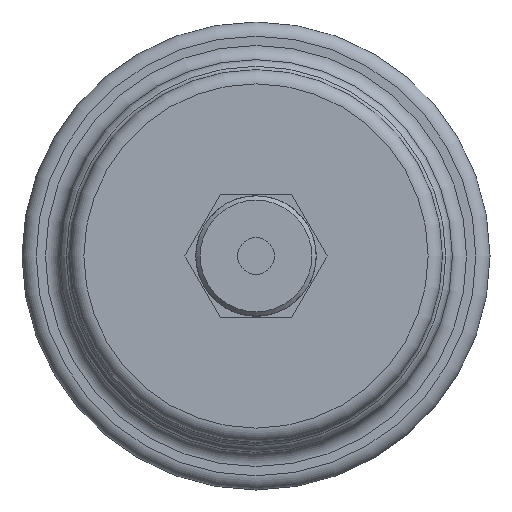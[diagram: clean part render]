
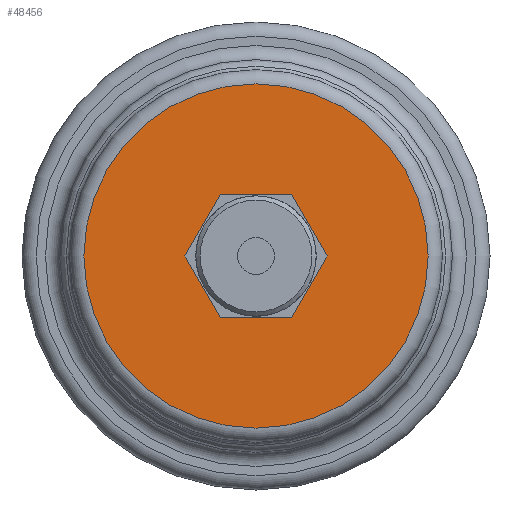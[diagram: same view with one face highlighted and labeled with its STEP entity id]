
A CAD part, front view. The second image highlights one B-rep face of the part: STEP entity #48456.
In plain terms, the highlighted planar face has unit normal (0, -1, 0).
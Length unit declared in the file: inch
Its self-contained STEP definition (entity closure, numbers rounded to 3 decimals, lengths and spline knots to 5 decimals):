
#385 = AXIS2_PLACEMENT_3D ( 'NONE', #30685, #46708, #10458 ) ;
#411 = VECTOR ( 'NONE', #35063, 39.37008 ) ;
#2636 = ORIENTED_EDGE ( 'NONE', *, *, #40006, .F. ) ;
#2732 = AXIS2_PLACEMENT_3D ( 'NONE', #35147, #11721, #35658 ) ;
#3753 = EDGE_CURVE ( 'NONE', #35619, #35619, #6283, .T. ) ;
#3972 = CARTESIAN_POINT ( 'NONE',  ( 0.25014, 0., 0.43325 ) ) ;
#6283 = CIRCLE ( 'NONE', #385, 1.21 ) ;
#6785 = FACE_BOUND ( 'NONE', #35586, .T. ) ;
#7038 = PLANE ( 'NONE',  #2732 ) ;
#7325 = VECTOR ( 'NONE', #46817, 39.37008 ) ;
#8118 = LINE ( 'NONE', #26866, #7325 ) ;
#8756 = EDGE_LOOP ( 'NONE', ( #40517 ) ) ;
#10458 = DIRECTION ( 'NONE',  ( 0., 0., -1. ) ) ;
#11229 = ORIENTED_EDGE ( 'NONE', *, *, #18295, .F. ) ;
#11416 = LINE ( 'NONE', #43441, #51795 ) ;
#11721 = DIRECTION ( 'NONE',  ( 0., -1., 0. ) ) ;
#11886 = EDGE_CURVE ( 'NONE', #30569, #51144, #16371, .T. ) ;
#14526 = VERTEX_POINT ( 'NONE', #3972 ) ;
#14581 = CARTESIAN_POINT ( 'NONE',  ( 0.50027, 0., 0. ) ) ;
#14717 = DIRECTION ( 'NONE',  ( -0.5, 0., -0.866 ) ) ;
#15714 = LINE ( 'NONE', #39139, #21831 ) ;
#16371 = LINE ( 'NONE', #31903, #24452 ) ;
#16896 = ORIENTED_EDGE ( 'NONE', *, *, #39791, .F. ) ;
#17138 = VERTEX_POINT ( 'NONE', #37696 ) ;
#18295 = EDGE_CURVE ( 'NONE', #14526, #39128, #51757, .T. ) ;
#20364 = CARTESIAN_POINT ( 'NONE',  ( 0., 0., -1.21 ) ) ;
#21831 = VECTOR ( 'NONE', #14717, 39.37008 ) ;
#23192 = DIRECTION ( 'NONE',  ( -1., 0., 0. ) ) ;
#23271 = LINE ( 'NONE', #14581, #411 ) ;
#23290 = DIRECTION ( 'NONE',  ( 1., 0., 0. ) ) ;
#24452 = VECTOR ( 'NONE', #47914, 39.37008 ) ;
#26866 = CARTESIAN_POINT ( 'NONE',  ( -0.50027, 0., 0. ) ) ;
#27527 = VECTOR ( 'NONE', #23192, 39.37008 ) ;
#27705 = CARTESIAN_POINT ( 'NONE',  ( 0.50027, 0., 0. ) ) ;
#27751 = CARTESIAN_POINT ( 'NONE',  ( -0.25014, 0., -0.43325 ) ) ;
#30227 = CARTESIAN_POINT ( 'NONE',  ( -0.25014, 0., 0.43325 ) ) ;
#30569 = VERTEX_POINT ( 'NONE', #38867 ) ;
#30685 = CARTESIAN_POINT ( 'NONE',  ( 0., 0., 0. ) ) ;
#31779 = CARTESIAN_POINT ( 'NONE',  ( 0.25014, 0., 0.43325 ) ) ;
#31903 = CARTESIAN_POINT ( 'NONE',  ( 0.25014, 0., -0.43325 ) ) ;
#34905 = FACE_OUTER_BOUND ( 'NONE', #8756, .T. ) ;
#34983 = EDGE_CURVE ( 'NONE', #51144, #14526, #23271, .T. ) ;
#35063 = DIRECTION ( 'NONE',  ( -0.5, 0., 0.866 ) ) ;
#35147 = CARTESIAN_POINT ( 'NONE',  ( 1.31, 0., 0. ) ) ;
#35586 = EDGE_LOOP ( 'NONE', ( #2636, #37961, #11229, #45451, #40717, #16896 ) ) ;
#35619 = VERTEX_POINT ( 'NONE', #20364 ) ;
#35658 = DIRECTION ( 'NONE',  ( 0., 0., -1. ) ) ;
#37696 = CARTESIAN_POINT ( 'NONE',  ( -0.50027, 0., 0. ) ) ;
#37961 = ORIENTED_EDGE ( 'NONE', *, *, #38456, .F. ) ;
#38456 = EDGE_CURVE ( 'NONE', #39128, #17138, #15714, .T. ) ;
#38867 = CARTESIAN_POINT ( 'NONE',  ( 0.25014, 0., -0.43325 ) ) ;
#39128 = VERTEX_POINT ( 'NONE', #30227 ) ;
#39139 = CARTESIAN_POINT ( 'NONE',  ( -0.25014, 0., 0.43325 ) ) ;
#39791 = EDGE_CURVE ( 'NONE', #50065, #30569, #11416, .T. ) ;
#40006 = EDGE_CURVE ( 'NONE', #17138, #50065, #8118, .T. ) ;
#40517 = ORIENTED_EDGE ( 'NONE', *, *, #3753, .T. ) ;
#40717 = ORIENTED_EDGE ( 'NONE', *, *, #11886, .F. ) ;
#43441 = CARTESIAN_POINT ( 'NONE',  ( -0.25014, 0., -0.43325 ) ) ;
#45451 = ORIENTED_EDGE ( 'NONE', *, *, #34983, .F. ) ;
#46708 = DIRECTION ( 'NONE',  ( 0., -1., 0. ) ) ;
#46817 = DIRECTION ( 'NONE',  ( 0.5, 0., -0.866 ) ) ;
#47914 = DIRECTION ( 'NONE',  ( 0.5, 0., 0.866 ) ) ;
#48456 = ADVANCED_FACE ( 'NONE', ( #34905, #6785 ), #7038, .T. ) ;
#50065 = VERTEX_POINT ( 'NONE', #27751 ) ;
#51144 = VERTEX_POINT ( 'NONE', #27705 ) ;
#51757 = LINE ( 'NONE', #31779, #27527 ) ;
#51795 = VECTOR ( 'NONE', #23290, 39.37008 ) ;
